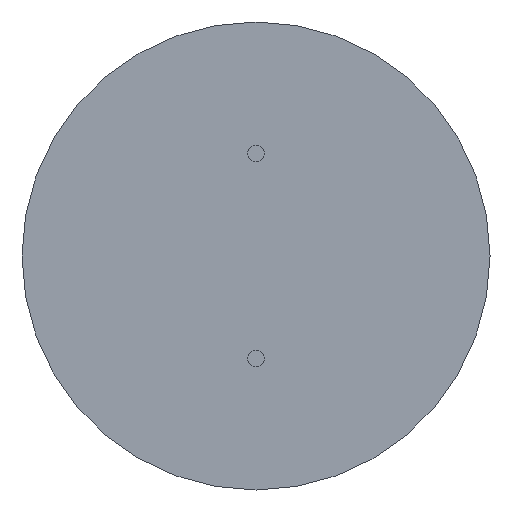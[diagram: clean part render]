
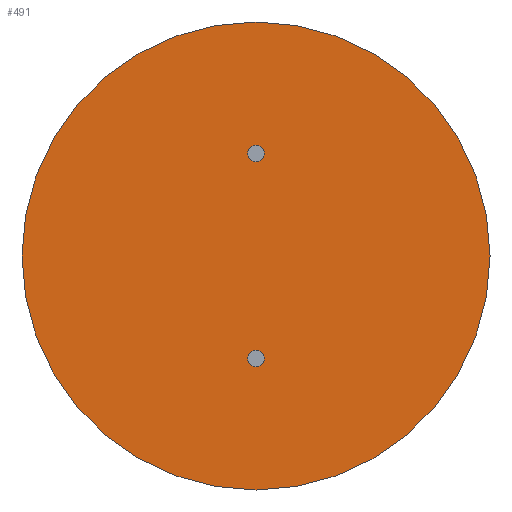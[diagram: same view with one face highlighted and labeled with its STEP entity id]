
A CAD part, front view. The second image highlights one B-rep face of the part: STEP entity #491.
In plain terms, the highlighted planar face has unit normal (0, -1, 0).
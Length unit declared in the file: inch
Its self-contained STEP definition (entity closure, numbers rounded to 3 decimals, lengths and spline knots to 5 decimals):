
#1 = VERTEX_POINT ( 'NONE', #614 ) ;
#22 = CARTESIAN_POINT ( 'NONE',  ( 0., 0., 0.44882 ) ) ;
#35 = FACE_BOUND ( 'NONE', #599, .T. ) ;
#42 = DIRECTION ( 'NONE',  ( 0., 0., 1. ) ) ;
#48 = AXIS2_PLACEMENT_3D ( 'NONE', #570, #118, #400 ) ;
#58 = AXIS2_PLACEMENT_3D ( 'NONE', #671, #289, #401 ) ;
#63 = EDGE_CURVE ( 'NONE', #1, #577, #266, .T. ) ;
#77 = VERTEX_POINT ( 'NONE', #343 ) ;
#81 = CIRCLE ( 'NONE', #361, 0.44882 ) ;
#118 = DIRECTION ( 'NONE',  ( 0., -1., 0. ) ) ;
#130 = DIRECTION ( 'NONE',  ( 0., 1., 0. ) ) ;
#143 = CARTESIAN_POINT ( 'NONE',  ( 0., 0., -0.2126 ) ) ;
#194 = ORIENTED_EDGE ( 'NONE', *, *, #461, .F. ) ;
#197 = EDGE_CURVE ( 'NONE', #489, #432, #81, .T. ) ;
#210 = AXIS2_PLACEMENT_3D ( 'NONE', #433, #257, #42 ) ;
#213 = ORIENTED_EDGE ( 'NONE', *, *, #431, .F. ) ;
#224 = CIRCLE ( 'NONE', #210, 0.01575 ) ;
#257 = DIRECTION ( 'NONE',  ( 0., -1., 0. ) ) ;
#259 = DIRECTION ( 'NONE',  ( 0., 1., 0. ) ) ;
#266 = CIRCLE ( 'NONE', #58, 0.01575 ) ;
#277 = ORIENTED_EDGE ( 'NONE', *, *, #63, .F. ) ;
#279 = AXIS2_PLACEMENT_3D ( 'NONE', #600, #259, #437 ) ;
#281 = CARTESIAN_POINT ( 'NONE',  ( 0., 0., 0. ) ) ;
#283 = DIRECTION ( 'NONE',  ( 0., 0., 1. ) ) ;
#289 = DIRECTION ( 'NONE',  ( 0., -1., 0. ) ) ;
#302 = DIRECTION ( 'NONE',  ( 0., 0., 1. ) ) ;
#304 = FACE_BOUND ( 'NONE', #648, .T. ) ;
#343 = CARTESIAN_POINT ( 'NONE',  ( 0., 0., 0.1811 ) ) ;
#361 = AXIS2_PLACEMENT_3D ( 'NONE', #281, #130, #283 ) ;
#379 = ORIENTED_EDGE ( 'NONE', *, *, #543, .F. ) ;
#388 = CIRCLE ( 'NONE', #581, 0.01575 ) ;
#400 = DIRECTION ( 'NONE',  ( 0., 0., 1. ) ) ;
#401 = DIRECTION ( 'NONE',  ( 0., 0., 1. ) ) ;
#409 = EDGE_CURVE ( 'NONE', #432, #489, #589, .T. ) ;
#420 = CARTESIAN_POINT ( 'NONE',  ( 0., 0., -0.44882 ) ) ;
#431 = EDGE_CURVE ( 'NONE', #473, #77, #673, .T. ) ;
#432 = VERTEX_POINT ( 'NONE', #22 ) ;
#433 = CARTESIAN_POINT ( 'NONE',  ( 0., 0., 0.19685 ) ) ;
#437 = DIRECTION ( 'NONE',  ( 0., 0., 1. ) ) ;
#441 = EDGE_LOOP ( 'NONE', ( #650, #573 ) ) ;
#461 = EDGE_CURVE ( 'NONE', #577, #1, #388, .T. ) ;
#464 = DIRECTION ( 'NONE',  ( 0., 0., 1. ) ) ;
#473 = VERTEX_POINT ( 'NONE', #576 ) ;
#488 = PLANE ( 'NONE',  #664 ) ;
#489 = VERTEX_POINT ( 'NONE', #420 ) ;
#491 = ADVANCED_FACE ( 'NONE', ( #304, #591, #35 ), #488, .F. ) ;
#541 = DIRECTION ( 'NONE',  ( 0., 1., 0. ) ) ;
#543 = EDGE_CURVE ( 'NONE', #77, #473, #224, .T. ) ;
#565 = DIRECTION ( 'NONE',  ( 0., -1., 0. ) ) ;
#570 = CARTESIAN_POINT ( 'NONE',  ( 0., 0., 0.19685 ) ) ;
#573 = ORIENTED_EDGE ( 'NONE', *, *, #409, .F. ) ;
#576 = CARTESIAN_POINT ( 'NONE',  ( 0., 0., 0.2126 ) ) ;
#577 = VERTEX_POINT ( 'NONE', #143 ) ;
#581 = AXIS2_PLACEMENT_3D ( 'NONE', #623, #565, #464 ) ;
#589 = CIRCLE ( 'NONE', #279, 0.44882 ) ;
#591 = FACE_OUTER_BOUND ( 'NONE', #441, .T. ) ;
#599 = EDGE_LOOP ( 'NONE', ( #277, #194 ) ) ;
#600 = CARTESIAN_POINT ( 'NONE',  ( 0., 0., 0. ) ) ;
#614 = CARTESIAN_POINT ( 'NONE',  ( 0., 0., -0.1811 ) ) ;
#623 = CARTESIAN_POINT ( 'NONE',  ( 0., 0., -0.19685 ) ) ;
#648 = EDGE_LOOP ( 'NONE', ( #213, #379 ) ) ;
#650 = ORIENTED_EDGE ( 'NONE', *, *, #197, .F. ) ;
#664 = AXIS2_PLACEMENT_3D ( 'NONE', #699, #541, #302 ) ;
#671 = CARTESIAN_POINT ( 'NONE',  ( 0., 0., -0.19685 ) ) ;
#673 = CIRCLE ( 'NONE', #48, 0.01575 ) ;
#699 = CARTESIAN_POINT ( 'NONE',  ( 0., 0., 0. ) ) ;
